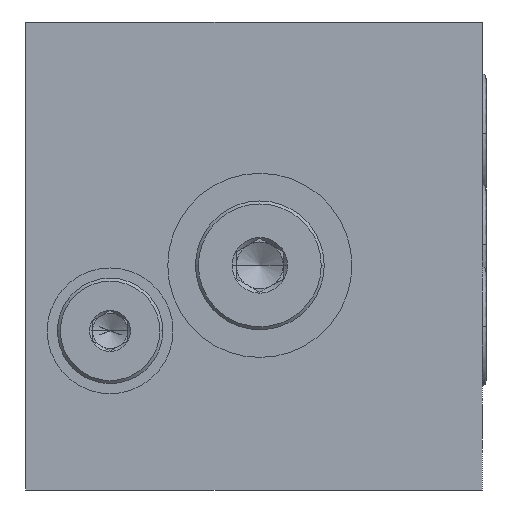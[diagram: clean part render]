
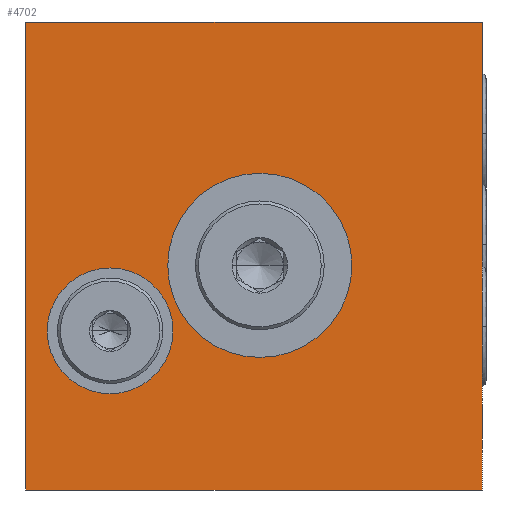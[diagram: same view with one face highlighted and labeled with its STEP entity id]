
A CAD part, left-side view. The second image highlights one B-rep face of the part: STEP entity #4702.
In plain terms, the highlighted planar face has unit normal (-1, 0, 0).
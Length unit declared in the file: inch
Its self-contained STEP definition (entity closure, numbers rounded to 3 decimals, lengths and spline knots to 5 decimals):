
#9=DIRECTION('',(0.,-1.,0.));
#10=VECTOR('',#9,2.438);
#11=CARTESIAN_POINT('',(0.,0.,0.));
#12=LINE('',#11,#10);
#799=DIRECTION('',(0.,0.,1.));
#800=VECTOR('',#799,2.5);
#801=CARTESIAN_POINT('',(0.,0.,0.));
#802=LINE('',#801,#800);
#803=CARTESIAN_POINT('',(0.,-1.25,1.2));
#804=DIRECTION('',(1.,0.,0.));
#805=DIRECTION('',(0.,0.,-1.));
#806=AXIS2_PLACEMENT_3D('',#803,#804,#805);
#808=CARTESIAN_POINT('',(0.,-1.25,1.2));
#809=DIRECTION('',(1.,0.,0.));
#810=DIRECTION('',(0.,0.,1.));
#811=AXIS2_PLACEMENT_3D('',#808,#809,#810);
#813=CARTESIAN_POINT('',(0.,-0.45,0.85));
#814=DIRECTION('',(1.,0.,0.));
#815=DIRECTION('',(0.,0.,-1.));
#816=AXIS2_PLACEMENT_3D('',#813,#814,#815);
#818=CARTESIAN_POINT('',(0.,-0.45,0.85));
#819=DIRECTION('',(1.,0.,0.));
#820=DIRECTION('',(0.,0.,1.));
#821=AXIS2_PLACEMENT_3D('',#818,#819,#820);
#1289=DIRECTION('',(0.,0.,1.));
#1290=VECTOR('',#1289,2.5);
#1291=CARTESIAN_POINT('',(0.,-2.438,0.));
#1292=LINE('',#1291,#1290);
#1391=DIRECTION('',(0.,-1.,0.));
#1392=VECTOR('',#1391,2.438);
#1393=CARTESIAN_POINT('',(0.,0.,2.5));
#1394=LINE('',#1393,#1392);
#3504=CARTESIAN_POINT('',(0.,0.,0.));
#3505=CARTESIAN_POINT('',(0.,-2.438,0.));
#3506=VERTEX_POINT('',#3504);
#3507=VERTEX_POINT('',#3505);
#3508=CARTESIAN_POINT('',(0.,0.,2.5));
#3509=CARTESIAN_POINT('',(0.,-2.438,2.5));
#3510=VERTEX_POINT('',#3508);
#3511=VERTEX_POINT('',#3509);
#3512=CARTESIAN_POINT('',(0.,-1.25,0.708));
#3514=VERTEX_POINT('',#3512);
#3516=CARTESIAN_POINT('',(0.,-1.25,1.692));
#3518=VERTEX_POINT('',#3516);
#3558=CARTESIAN_POINT('',(0.,-0.45,0.514));
#3559=CARTESIAN_POINT('',(0.,-0.45,1.186));
#3560=VERTEX_POINT('',#3558);
#3561=VERTEX_POINT('',#3559);
#4678=CARTESIAN_POINT('',(0.,0.,0.));
#4679=DIRECTION('',(-1.,0.,0.));
#4680=DIRECTION('',(0.,-1.,0.));
#4681=AXIS2_PLACEMENT_3D('',#4678,#4679,#4680);
#4682=PLANE('',#4681);
#4683=ORIENTED_EDGE('',*,*,#3898,.F.);
#4685=ORIENTED_EDGE('',*,*,#4684,.T.);
#4687=ORIENTED_EDGE('',*,*,#4686,.T.);
#4689=ORIENTED_EDGE('',*,*,#4688,.F.);
#4690=EDGE_LOOP('',(#4683,#4685,#4687,#4689));
#4691=FACE_OUTER_BOUND('',#4690,.F.);
#4692=ORIENTED_EDGE('',*,*,#4671,.F.);
#4693=ORIENTED_EDGE('',*,*,#4660,.F.);
#4694=EDGE_LOOP('',(#4692,#4693));
#4695=FACE_BOUND('',#4694,.F.);
#4697=ORIENTED_EDGE('',*,*,#4696,.F.);
#4699=ORIENTED_EDGE('',*,*,#4698,.F.);
#4700=EDGE_LOOP('',(#4697,#4699));
#4701=FACE_BOUND('',#4700,.F.);
#4702=ADVANCED_FACE('',(#4691,#4695,#4701),#4682,.T.);
#807=CIRCLE('',#806,0.492);
#812=CIRCLE('',#811,0.492);
#817=CIRCLE('',#816,0.336);
#822=CIRCLE('',#821,0.336);
#3898=EDGE_CURVE('',#3506,#3507,#12,.T.);
#4660=EDGE_CURVE('',#3518,#3514,#812,.T.);
#4671=EDGE_CURVE('',#3514,#3518,#807,.T.);
#4684=EDGE_CURVE('',#3506,#3510,#802,.T.);
#4686=EDGE_CURVE('',#3510,#3511,#1394,.T.);
#4688=EDGE_CURVE('',#3507,#3511,#1292,.T.);
#4696=EDGE_CURVE('',#3560,#3561,#817,.T.);
#4698=EDGE_CURVE('',#3561,#3560,#822,.T.);
